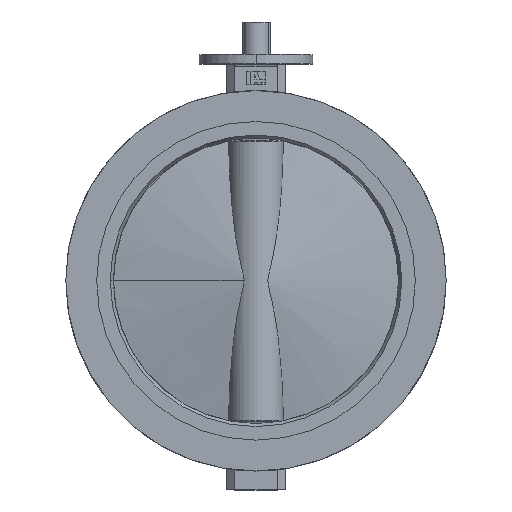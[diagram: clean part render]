
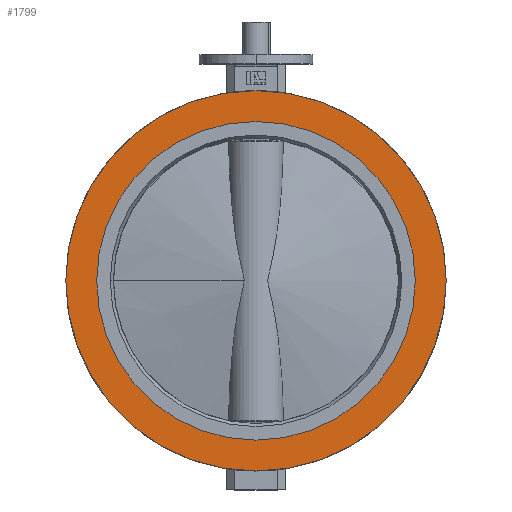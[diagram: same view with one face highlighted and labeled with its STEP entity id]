
A CAD part, top view. The second image highlights one B-rep face of the part: STEP entity #1799.
In plain terms, the highlighted planar face has unit normal (0, 0, 1).
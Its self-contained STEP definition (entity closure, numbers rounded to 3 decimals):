
#117 = CARTESIAN_POINT ( 'NONE',  ( 0., 0., 102. ) ) ;
#118 = DIRECTION ( 'NONE',  ( 0., 0., 1. ) ) ;
#119 = DIRECTION ( 'NONE',  ( 1., 0., 0. ) ) ;
#272 = CARTESIAN_POINT ( 'NONE',  ( 0., 0., 102. ) ) ;
#273 = DIRECTION ( 'NONE',  ( 0., 0., 1. ) ) ;
#274 = DIRECTION ( 'NONE',  ( 1., 0., 0. ) ) ;
#721 = CIRCLE ( 'NONE', #3962, 490. ) ;
#804 = CIRCLE ( 'NONE', #3987, 490. ) ;
#900 = EDGE_LOOP ( 'NONE', ( #4810, #4811 ) ) ;
#1022 = EDGE_CURVE ( 'NONE', #4930, #4921, #5205, .T. ) ;
#1215 = AXIS2_PLACEMENT_3D ( 'NONE', #2839, #2844, #2846 ) ;
#1648 = DIRECTION ( 'NONE',  ( 0., 0., 1. ) ) ;
#1649 = CARTESIAN_POINT ( 'NONE',  ( 0., 0., 102. ) ) ;
#1651 = PLANE ( 'NONE',  #3780 ) ;
#1653 = DIRECTION ( 'NONE',  ( 1., 0., 0. ) ) ;
#1799 = ADVANCED_FACE ( 'NONE', ( #2381, #2385 ), #1651, .T. ) ;
#2381 = FACE_BOUND ( 'NONE', #4324, .T. ) ;
#2385 = FACE_OUTER_BOUND ( 'NONE', #900, .T. ) ;
#2726 = CIRCLE ( 'NONE', #3940, 585. ) ;
#2839 = CARTESIAN_POINT ( 'NONE',  ( 0., 0., 102. ) ) ;
#2844 = DIRECTION ( 'NONE',  ( 0., 0., 1. ) ) ;
#2846 = DIRECTION ( 'NONE',  ( 1., 0., 0. ) ) ;
#3636 = EDGE_CURVE ( 'NONE', #4921, #4930, #2726, .T. ) ;
#3697 = EDGE_CURVE ( 'NONE', #4982, #4979, #721, .T. ) ;
#3757 = EDGE_CURVE ( 'NONE', #4979, #4982, #804, .T. ) ;
#3780 = AXIS2_PLACEMENT_3D ( 'NONE', #1649, #1648, #1653 ) ;
#3940 = AXIS2_PLACEMENT_3D ( 'NONE', #117, #118, #119 ) ;
#3962 = AXIS2_PLACEMENT_3D ( 'NONE', #272, #273, #274 ) ;
#3987 = AXIS2_PLACEMENT_3D ( 'NONE', #4075, #4076, #4077 ) ;
#4075 = CARTESIAN_POINT ( 'NONE',  ( 0., 0., 102. ) ) ;
#4076 = DIRECTION ( 'NONE',  ( 0., 0., 1. ) ) ;
#4077 = DIRECTION ( 'NONE',  ( 1., 0., 0. ) ) ;
#4085 = CARTESIAN_POINT ( 'NONE',  ( -585., 0., 102. ) ) ;
#4092 = CARTESIAN_POINT ( 'NONE',  ( 585., 0., 102. ) ) ;
#4141 = CARTESIAN_POINT ( 'NONE',  ( -490., 0., 102. ) ) ;
#4144 = CARTESIAN_POINT ( 'NONE',  ( 490., 0., 102. ) ) ;
#4324 = EDGE_LOOP ( 'NONE', ( #4808, #4809 ) ) ;
#4808 = ORIENTED_EDGE ( 'NONE', *, *, #3697, .F. ) ;
#4809 = ORIENTED_EDGE ( 'NONE', *, *, #3757, .F. ) ;
#4810 = ORIENTED_EDGE ( 'NONE', *, *, #3636, .T. ) ;
#4811 = ORIENTED_EDGE ( 'NONE', *, *, #1022, .T. ) ;
#4921 = VERTEX_POINT ( 'NONE', #4085 ) ;
#4930 = VERTEX_POINT ( 'NONE', #4092 ) ;
#4979 = VERTEX_POINT ( 'NONE', #4141 ) ;
#4982 = VERTEX_POINT ( 'NONE', #4144 ) ;
#5205 = CIRCLE ( 'NONE', #1215, 585. ) ;
